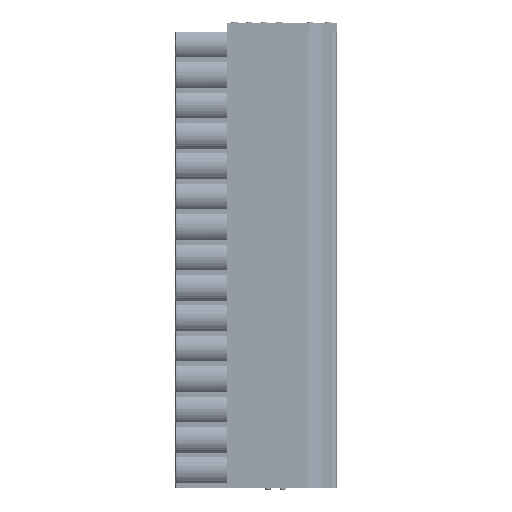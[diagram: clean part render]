
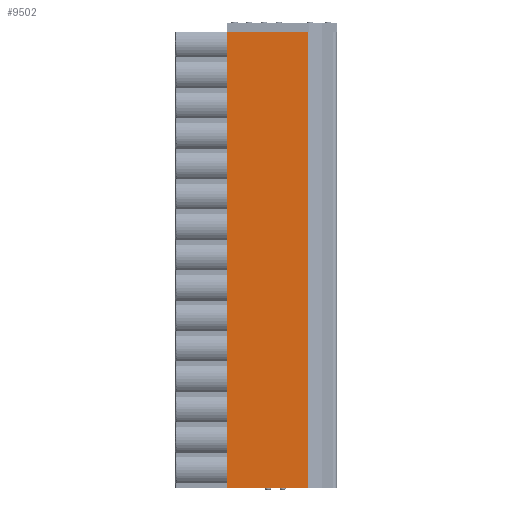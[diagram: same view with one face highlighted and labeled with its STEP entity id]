
A CAD part, front view. The second image highlights one B-rep face of the part: STEP entity #9502.
In plain terms, the highlighted planar face has unit normal (0, -1, 0).
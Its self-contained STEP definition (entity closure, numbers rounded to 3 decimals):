
#5733=B_SPLINE_CURVE_WITH_KNOTS('',3,(#287506,#287507,#287508,#287509),
 .UNSPECIFIED.,.F.,.F.,(4,4),(0.,1.),.UNSPECIFIED.);
#5744=B_SPLINE_CURVE_WITH_KNOTS('',3,(#287888,#287889,#287890,#287891),
 .UNSPECIFIED.,.F.,.F.,(4,4),(0.,1.),.UNSPECIFIED.);
#9502=ADVANCED_FACE('',(#27198),#19545,.T.);
#19545=PLANE('',#202937);
#27198=FACE_OUTER_BOUND('',#37697,.T.);
#37697=EDGE_LOOP('',(#104612,#104613,#104614,#104615,#104616));
#52396=LINE('',#288171,#74124);
#52397=LINE('',#288173,#74125);
#52398=LINE('',#288175,#74126);
#74124=VECTOR('',#228380,1.);
#74125=VECTOR('',#228381,1.);
#74126=VECTOR('',#228382,1.);
#104612=ORIENTED_EDGE('',*,*,#173185,.T.);
#104613=ORIENTED_EDGE('',*,*,#173186,.F.);
#104614=ORIENTED_EDGE('',*,*,#173187,.F.);
#104615=ORIENTED_EDGE('',*,*,#172928,.F.);
#104616=ORIENTED_EDGE('',*,*,#173037,.F.);
#151655=VERTEX_POINT('',#286821);
#151780=VERTEX_POINT('',#287358);
#151876=VERTEX_POINT('',#287892);
#152001=VERTEX_POINT('',#288172);
#152002=VERTEX_POINT('',#288174);
#172928=EDGE_CURVE('',#151655,#151780,#5733,.T.);
#173037=EDGE_CURVE('',#151876,#151655,#5744,.T.);
#173185=EDGE_CURVE('',#151876,#152001,#52396,.T.);
#173186=EDGE_CURVE('',#152002,#152001,#52397,.T.);
#173187=EDGE_CURVE('',#151780,#152002,#52398,.T.);
#202937=AXIS2_PLACEMENT_3D('',#288176,#228383,#228384);
#228380=DIRECTION('',(0.,0.,-1.));
#228381=DIRECTION('',(-1.,0.,0.));
#228382=DIRECTION('',(0.,0.,-1.));
#228383=DIRECTION('',(0.,-1.,0.));
#228384=DIRECTION('',(-1.,0.,0.));
#286821=CARTESIAN_POINT('',(90.404,92.742,-70.392));
#287358=CARTESIAN_POINT('',(103.754,92.742,-70.392));
#287506=CARTESIAN_POINT('',(90.404,92.742,-70.392));
#287507=CARTESIAN_POINT('',(94.854,92.742,-70.392));
#287508=CARTESIAN_POINT('',(99.304,92.742,-70.392));
#287509=CARTESIAN_POINT('',(103.754,92.742,-70.392));
#287888=CARTESIAN_POINT('',(90.354,92.742,-70.392));
#287889=CARTESIAN_POINT('',(90.371,92.742,-70.392));
#287890=CARTESIAN_POINT('',(90.387,92.742,-70.392));
#287891=CARTESIAN_POINT('',(90.404,92.742,-70.392));
#287892=CARTESIAN_POINT('',(90.354,92.742,-70.392));
#288171=CARTESIAN_POINT('',(90.354,92.742,-80.392));
#288172=CARTESIAN_POINT('',(90.354,92.742,-145.392));
#288173=CARTESIAN_POINT('',(103.754,92.742,-145.392));
#288174=CARTESIAN_POINT('',(103.754,92.742,-145.392));
#288175=CARTESIAN_POINT('',(103.754,92.742,-80.392));
#288176=CARTESIAN_POINT('',(90.354,92.742,-75.392));
